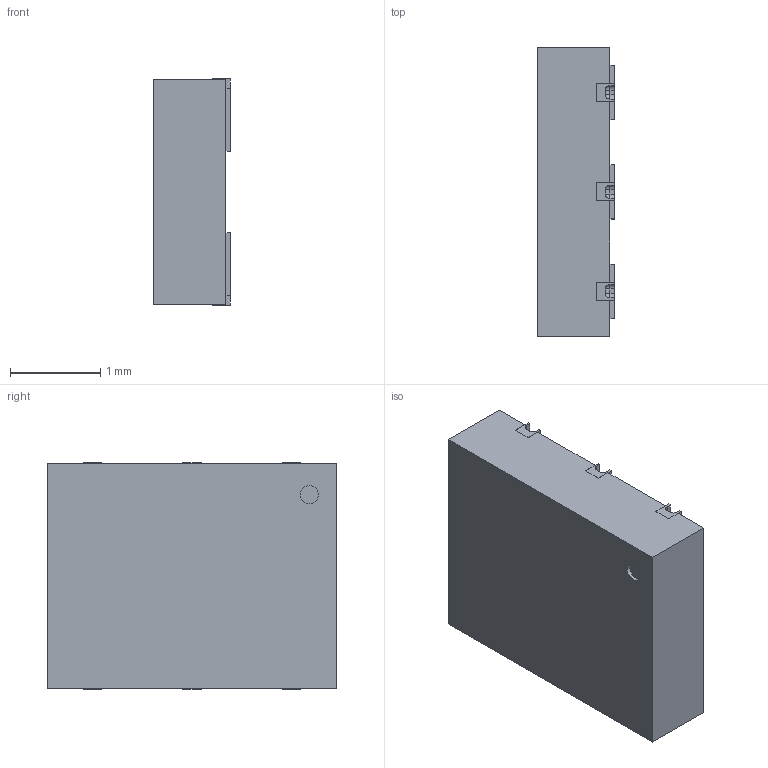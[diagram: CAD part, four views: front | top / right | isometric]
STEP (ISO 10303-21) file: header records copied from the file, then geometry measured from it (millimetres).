
FILE_DESCRIPTION(/* description */ (''),/* implementation_level */ '2;1');
FILE_NAME(/* name */ 'QFN_3225_6pins.stp',/* time_stamp */ '2017-09-15T11:28:09+03:00',/* author */ ('Oleh Se'),/* organization */ (''),/* preprocessor_version */ 'ST-DEVELOPER v15.6',/* originating_system */ 'Autodesk Inventor 2015',/* authorisation */ '');
FILE_SCHEMA (('AUTOMOTIVE_DESIGN { 1 0 10303 214 3 1 1 }'));
Length unit declared in the file: millimetre
Products named in the file (1): QFN_3225_6pins
Bounding box: 0.85 x 3.2 x 2.5 mm (x, y, z)
Volume: 6.5 mm3; surface area: 26.1 mm2
Topology: 1 solids, 1 shells, 135 faces, 360 edges, 228 vertices
Faces by surface type: plane 92, cylinder 31, sphere 12
Full cylindrical faces by diameter (mm): 0.2 x1
Entity records: 4303 total; most frequent: CARTESIAN_POINT 723, ORIENTED_EDGE 718, DIRECTION 693, EDGE_CURVE 359, LINE 297, VECTOR 297, VERTEX_POINT 228, AXIS2_PLACEMENT_3D 198
